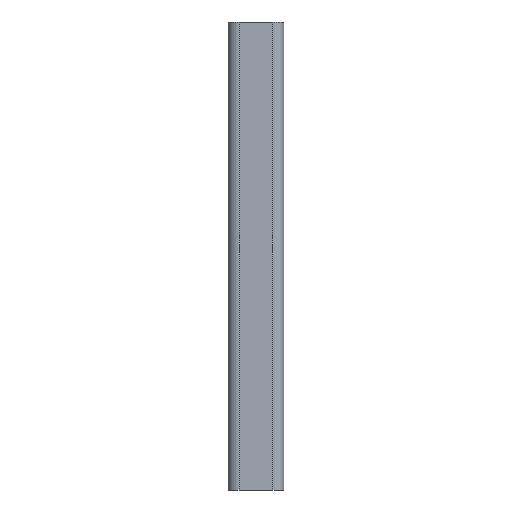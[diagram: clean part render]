
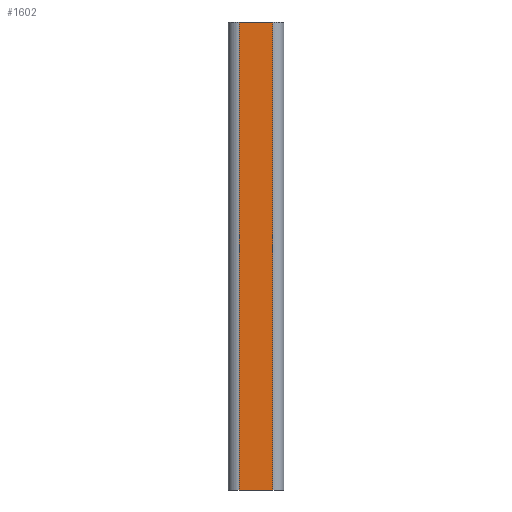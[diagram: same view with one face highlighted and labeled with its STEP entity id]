
A CAD part, left-side view. The second image highlights one B-rep face of the part: STEP entity #1602.
In plain terms, the highlighted planar face has unit normal (-1, 0, 0).
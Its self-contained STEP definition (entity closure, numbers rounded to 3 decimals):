
#4 = CARTESIAN_POINT ( 'NONE',  ( -17.5, 14.376, 0. ) ) ;
#94 = VECTOR ( 'NONE', #787, 1000. ) ;
#189 = CARTESIAN_POINT ( 'NONE',  ( -17.5, 3.5, 0. ) ) ;
#255 = CARTESIAN_POINT ( 'NONE',  ( -17.5, 18., 0. ) ) ;
#287 = DIRECTION ( 'NONE',  ( -1., 0., 0. ) ) ;
#448 = LINE ( 'NONE', #255, #941 ) ;
#515 = EDGE_CURVE ( 'NONE', #1137, #655, #2285, .T. ) ;
#558 = EDGE_LOOP ( 'NONE', ( #2040, #2182, #1714, #2241 ) ) ;
#655 = VERTEX_POINT ( 'NONE', #4 ) ;
#700 = EDGE_CURVE ( 'NONE', #1660, #1137, #2189, .T. ) ;
#773 = EDGE_CURVE ( 'NONE', #1908, #655, #448, .T. ) ;
#787 = DIRECTION ( 'NONE',  ( 0., 0., -1. ) ) ;
#794 = FACE_OUTER_BOUND ( 'NONE', #558, .T. ) ;
#885 = DIRECTION ( 'NONE',  ( 0., 1., 0. ) ) ;
#898 = CARTESIAN_POINT ( 'NONE',  ( -17.5, 18., 150. ) ) ;
#941 = VECTOR ( 'NONE', #1873, 1000. ) ;
#1137 = VERTEX_POINT ( 'NONE', #1187 ) ;
#1187 = CARTESIAN_POINT ( 'NONE',  ( -17.5, 14.376, 150. ) ) ;
#1193 = PLANE ( 'NONE',  #1441 ) ;
#1374 = VECTOR ( 'NONE', #2278, 1000. ) ;
#1378 = CARTESIAN_POINT ( 'NONE',  ( -17.5, 14.376, 150. ) ) ;
#1441 = AXIS2_PLACEMENT_3D ( 'NONE', #2065, #287, #1861 ) ;
#1602 = ADVANCED_FACE ( 'NONE', ( #794 ), #1193, .T. ) ;
#1633 = CARTESIAN_POINT ( 'NONE',  ( -17.5, 3.5, 150. ) ) ;
#1660 = VERTEX_POINT ( 'NONE', #2087 ) ;
#1680 = VECTOR ( 'NONE', #885, 1000. ) ;
#1714 = ORIENTED_EDGE ( 'NONE', *, *, #700, .T. ) ;
#1817 = LINE ( 'NONE', #1633, #94 ) ;
#1861 = DIRECTION ( 'NONE',  ( 0., -1., 0. ) ) ;
#1873 = DIRECTION ( 'NONE',  ( 0., 1., 0. ) ) ;
#1908 = VERTEX_POINT ( 'NONE', #189 ) ;
#2040 = ORIENTED_EDGE ( 'NONE', *, *, #773, .F. ) ;
#2065 = CARTESIAN_POINT ( 'NONE',  ( -17.5, 18., 150. ) ) ;
#2087 = CARTESIAN_POINT ( 'NONE',  ( -17.5, 3.5, 150. ) ) ;
#2160 = EDGE_CURVE ( 'NONE', #1660, #1908, #1817, .T. ) ;
#2182 = ORIENTED_EDGE ( 'NONE', *, *, #2160, .F. ) ;
#2189 = LINE ( 'NONE', #898, #1680 ) ;
#2241 = ORIENTED_EDGE ( 'NONE', *, *, #515, .T. ) ;
#2278 = DIRECTION ( 'NONE',  ( 0., 0., -1. ) ) ;
#2285 = LINE ( 'NONE', #1378, #1374 ) ;
